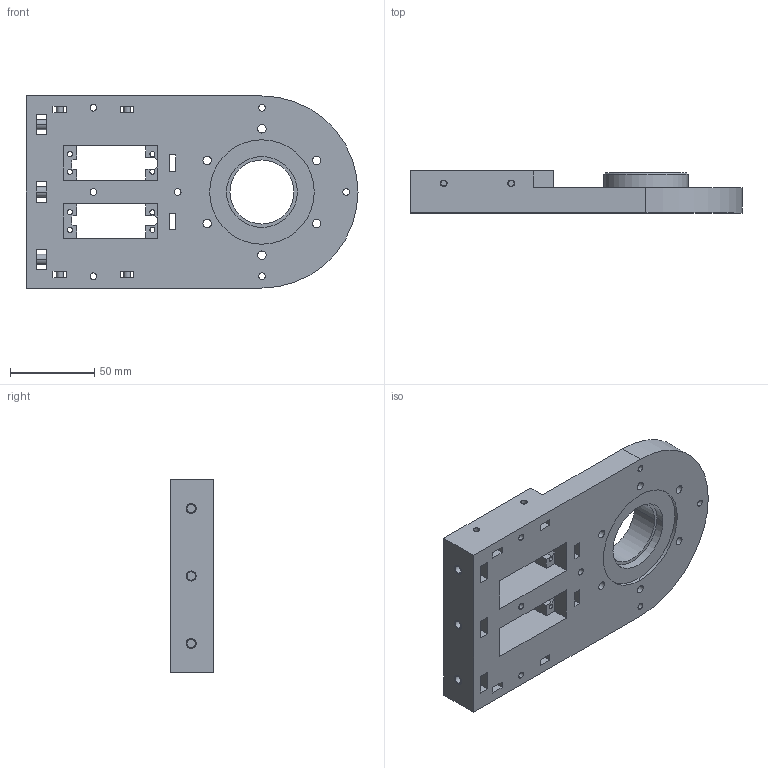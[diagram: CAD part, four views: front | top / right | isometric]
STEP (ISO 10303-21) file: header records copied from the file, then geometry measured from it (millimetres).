
FILE_DESCRIPTION((''),'2;1');
FILE_NAME('OBMP-TCU-1160','2023-10-09T17:07:07',('ccha425'),('Department of Mechanical Engineering, The University of Auckland'),'CREO PARAMETRIC BY PTC INC, 2017260','CREO PARAMETRIC BY PTC INC, 2017260','');
FILE_SCHEMA(('CONFIG_CONTROL_DESIGN'));
Length unit declared in the file: millimetre
Products named in the file (1): OBMP-TCU-1160
Bounding box: 197 x 25 x 114 mm (x, y, z)
Volume: 315675.3 mm3; surface area: 76171.5 mm2
Topology: 1 solids, 8 shells, 230 faces, 658 edges, 442 vertices
Faces by surface type: cylinder 113, plane 109, cone 8
Entity records: 7816 total; most frequent: DIRECTION 1370, CARTESIAN_POINT 1361, ORIENTED_EDGE 1288, EDGE_CURVE 658, AXIS2_PLACEMENT_3D 493, VERTEX_POINT 442, VECTOR 384, LINE 384
